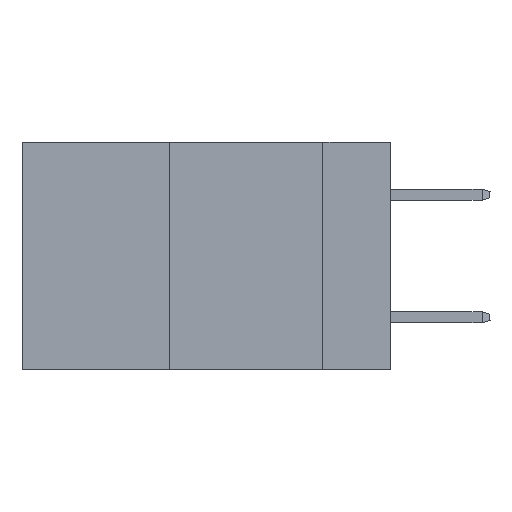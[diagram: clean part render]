
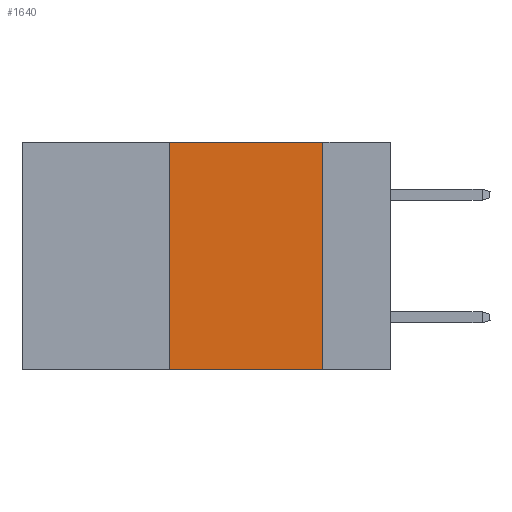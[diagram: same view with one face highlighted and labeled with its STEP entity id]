
A CAD part, left-side view. The second image highlights one B-rep face of the part: STEP entity #1640.
In plain terms, the highlighted planar face has unit normal (-1, 0, 0).
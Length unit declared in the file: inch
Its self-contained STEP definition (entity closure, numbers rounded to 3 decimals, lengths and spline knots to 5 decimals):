
#1493 = EDGE_CURVE ( 'NONE', #14793, #20099, #19660, .T. ) ;
#1640 = ADVANCED_FACE ( 'NONE', ( #16960 ), #28202, .F. ) ;
#1655 = VECTOR ( 'NONE', #2876, 39.37008 ) ;
#2876 = DIRECTION ( 'NONE',  ( 0., 0., -1. ) ) ;
#3505 = CARTESIAN_POINT ( 'NONE',  ( 0., 0.6, -0.37 ) ) ;
#4470 = CARTESIAN_POINT ( 'NONE',  ( 0., 0.6, 0. ) ) ;
#5948 = EDGE_CURVE ( 'NONE', #20099, #21332, #8746, .T. ) ;
#7122 = ORIENTED_EDGE ( 'NONE', *, *, #18622, .T. ) ;
#8461 = ORIENTED_EDGE ( 'NONE', *, *, #18211, .F. ) ;
#8746 = LINE ( 'NONE', #4470, #19503 ) ;
#8939 = LINE ( 'NONE', #3505, #21574 ) ;
#11123 = ORIENTED_EDGE ( 'NONE', *, *, #1493, .F. ) ;
#13367 = CARTESIAN_POINT ( 'NONE',  ( 0., 0.6, 0. ) ) ;
#14641 = CARTESIAN_POINT ( 'NONE',  ( 0., 0.11, 0. ) ) ;
#14699 = AXIS2_PLACEMENT_3D ( 'NONE', #13367, #30579, #30685 ) ;
#14793 = VERTEX_POINT ( 'NONE', #20169 ) ;
#16960 = FACE_OUTER_BOUND ( 'NONE', #20651, .T. ) ;
#17384 = CARTESIAN_POINT ( 'NONE',  ( 0., 0.11, -0.37 ) ) ;
#18100 = VECTOR ( 'NONE', #25081, 39.37008 ) ;
#18211 = EDGE_CURVE ( 'NONE', #21332, #29876, #30504, .T. ) ;
#18622 = EDGE_CURVE ( 'NONE', #14793, #29876, #8939, .T. ) ;
#19036 = DIRECTION ( 'NONE',  ( 0., -1., 0. ) ) ;
#19063 = DIRECTION ( 'NONE',  ( 0., -1., 0. ) ) ;
#19503 = VECTOR ( 'NONE', #19036, 39.37008 ) ;
#19660 = LINE ( 'NONE', #27790, #18100 ) ;
#20099 = VERTEX_POINT ( 'NONE', #29359 ) ;
#20169 = CARTESIAN_POINT ( 'NONE',  ( 0., 0.36, -0.37 ) ) ;
#20651 = EDGE_LOOP ( 'NONE', ( #8461, #25055, #11123, #7122 ) ) ;
#21332 = VERTEX_POINT ( 'NONE', #14641 ) ;
#21574 = VECTOR ( 'NONE', #19063, 39.37008 ) ;
#25055 = ORIENTED_EDGE ( 'NONE', *, *, #5948, .F. ) ;
#25081 = DIRECTION ( 'NONE',  ( 0., 0., 1. ) ) ;
#26753 = CARTESIAN_POINT ( 'NONE',  ( 0., 0.11, 0. ) ) ;
#27790 = CARTESIAN_POINT ( 'NONE',  ( 0., 0.36, 0. ) ) ;
#28202 = PLANE ( 'NONE',  #14699 ) ;
#29359 = CARTESIAN_POINT ( 'NONE',  ( 0., 0.36, 0. ) ) ;
#29876 = VERTEX_POINT ( 'NONE', #17384 ) ;
#30504 = LINE ( 'NONE', #26753, #1655 ) ;
#30579 = DIRECTION ( 'NONE',  ( 1., 0., 0. ) ) ;
#30685 = DIRECTION ( 'NONE',  ( 0., 0., -1. ) ) ;
